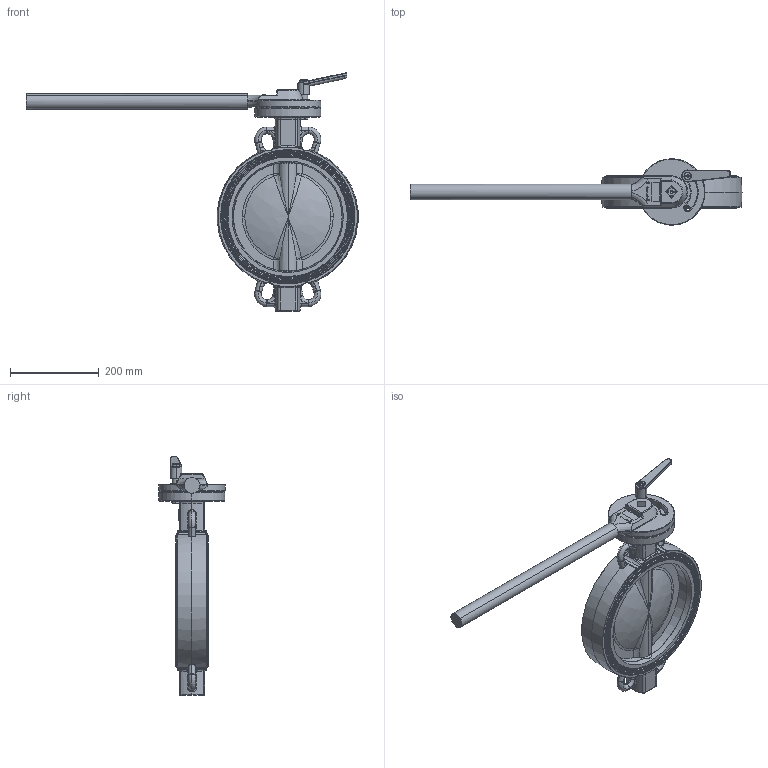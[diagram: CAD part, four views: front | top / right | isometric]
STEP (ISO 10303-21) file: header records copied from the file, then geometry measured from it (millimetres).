
FILE_DESCRIPTION(('HOOPS Exchange Step'),'2;1');
FILE_NAME('AK0810_DN250_Handhebel.stp','2025-08-07T13:25:41+02:00',('nieru'),('Unknown organisation'),'HOOPS Exchange 2024.2','HOOPS Exchange','Unknown authorisation');
FILE_SCHEMA( ('AP203_CONFIGURATION_CONTROLLED_3D_DESIGN_OF_MECHANICAL_PARTS_AND_ASSEMBLIES_MIM_LF') );
Length unit declared in the file: millimetre
Products named in the file (2): 0; root
Assembly tree (1 placements, depth 2):
  root
    0
Bounding box: 750.27 x 149.83 x 538.51 mm (x, y, z)
Volume: 4464670.3 mm3; surface area: 839328.7 mm2
Topology: 10 solids, 10 shells, 1481 faces, 3610 edges, 2138 vertices
Faces by surface type: cylinder 444, plane 408, torus 241, bspline 233, cone 132, sphere 23
Entity records: 100695 total; most frequent: CARTESIAN_POINT 69056, ORIENTED_EDGE 7166, DIRECTION 5806, EDGE_CURVE 3583, AXIS2_PLACEMENT_3D 2279, VERTEX_POINT 2138, EDGE_LOOP 1533, FACE_BOUND 1533
